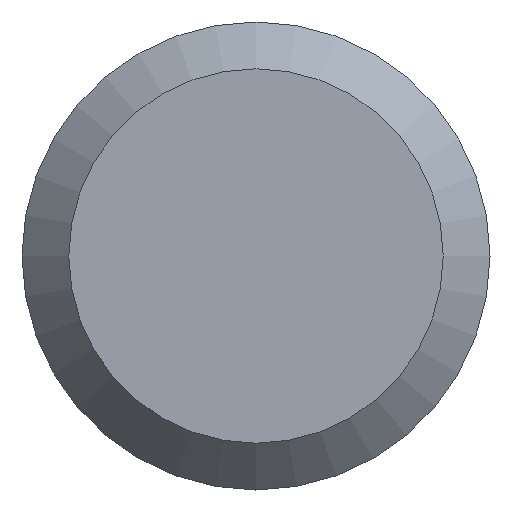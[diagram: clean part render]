
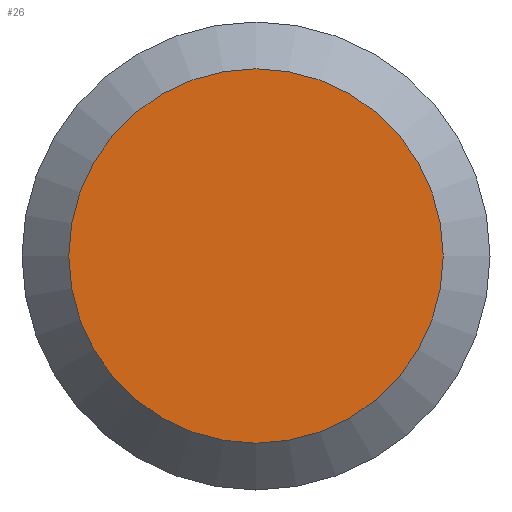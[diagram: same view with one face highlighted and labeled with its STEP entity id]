
A CAD part, left-side view. The second image highlights one B-rep face of the part: STEP entity #26.
In plain terms, the highlighted planar face has unit normal (-1, 0, 0).
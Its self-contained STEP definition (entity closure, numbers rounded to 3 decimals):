
#2 = DIRECTION ( 'NONE',  ( 1., 0., 0. ) ) ;
#18 = DIRECTION ( 'NONE',  ( -1., 0., 0. ) ) ;
#24 = CARTESIAN_POINT ( 'NONE',  ( 0., 0., 0. ) ) ;
#25 = EDGE_CURVE ( 'NONE', #144, #144, #134, .T. ) ;
#26 = ADVANCED_FACE ( 'NONE', ( #191 ), #155, .F. ) ;
#58 = AXIS2_PLACEMENT_3D ( 'NONE', #69, #2, #128 ) ;
#64 = AXIS2_PLACEMENT_3D ( 'NONE', #24, #18, #113 ) ;
#69 = CARTESIAN_POINT ( 'NONE',  ( 0., 0.7, 0. ) ) ;
#113 = DIRECTION ( 'NONE',  ( 0., 0., -1. ) ) ;
#123 = EDGE_LOOP ( 'NONE', ( #138 ) ) ;
#128 = DIRECTION ( 'NONE',  ( 0., 0., -1. ) ) ;
#134 = CIRCLE ( 'NONE', #64, 0.56 ) ;
#137 = CARTESIAN_POINT ( 'NONE',  ( 0., 0., -0.56 ) ) ;
#138 = ORIENTED_EDGE ( 'NONE', *, *, #25, .T. ) ;
#144 = VERTEX_POINT ( 'NONE', #137 ) ;
#155 = PLANE ( 'NONE',  #58 ) ;
#191 = FACE_OUTER_BOUND ( 'NONE', #123, .T. ) ;
